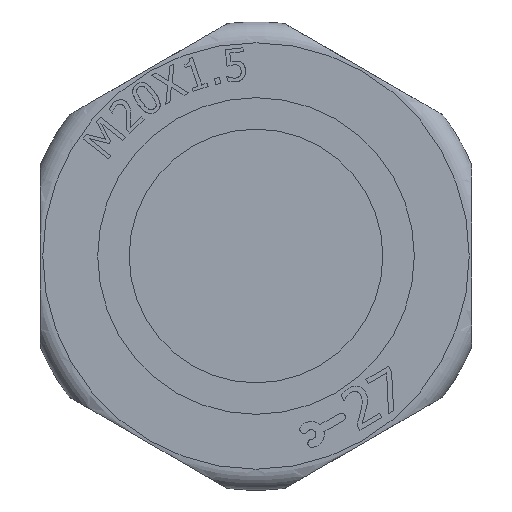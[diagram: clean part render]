
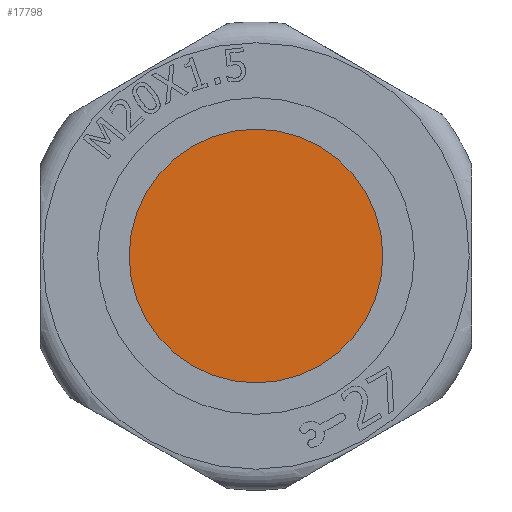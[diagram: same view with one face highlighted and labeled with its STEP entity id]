
A CAD part, front view. The second image highlights one B-rep face of the part: STEP entity #17798.
In plain terms, the highlighted planar face has unit normal (0, -1, 0).
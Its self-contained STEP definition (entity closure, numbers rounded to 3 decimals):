
#1320=CIRCLE('',#19113,7.85);
#2334=FACE_OUTER_BOUND('',#3288,.T.);
#3288=EDGE_LOOP('',(#14923));
#7934=VERTEX_POINT('',#31077);
#10363=EDGE_CURVE('',#7934,#7934,#1320,.T.);
#14923=ORIENTED_EDGE('',*,*,#10363,.T.);
#16989=PLANE('',#19112);
#17798=ADVANCED_FACE('',(#2334),#16989,.F.);
#19112=AXIS2_PLACEMENT_3D('',#31076,#22269,#22270);
#19113=AXIS2_PLACEMENT_3D('',#31078,#22271,#22272);
#22269=DIRECTION('center_axis',(0.,1.,0.));
#22270=DIRECTION('ref_axis',(0.,0.,1.));
#22271=DIRECTION('center_axis',(0.,-1.,0.));
#22272=DIRECTION('ref_axis',(1.,0.,0.));
#31076=CARTESIAN_POINT('Origin',(0.,1.556,
0.));
#31077=CARTESIAN_POINT('',(-7.85,1.556,0.));
#31078=CARTESIAN_POINT('Origin',(0.,1.556,0.));
